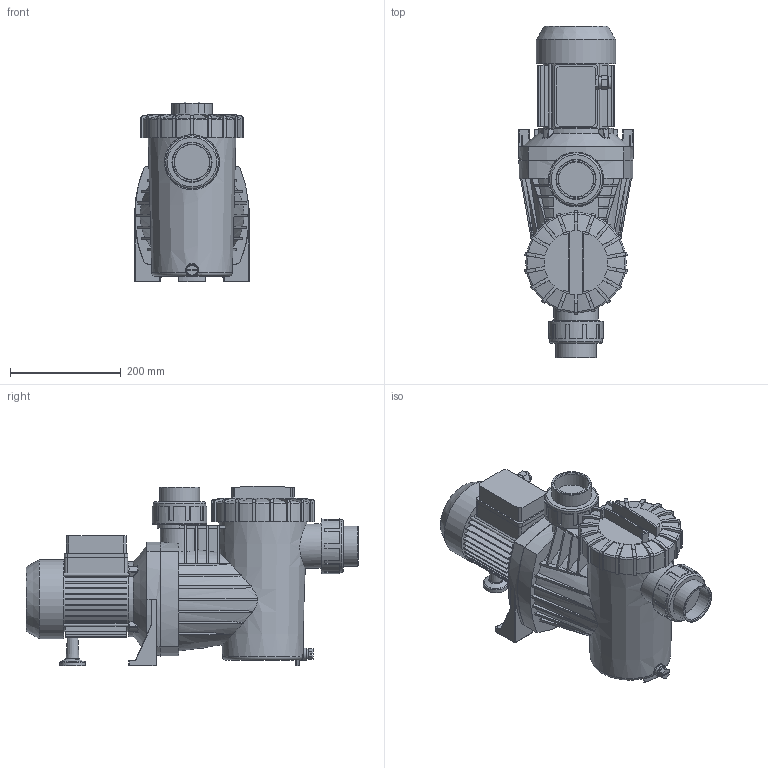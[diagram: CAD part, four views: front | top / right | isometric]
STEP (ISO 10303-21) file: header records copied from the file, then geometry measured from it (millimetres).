
FILE_DESCRIPTION(/* description */ ('Unknown'),/* implementation_level */ '2;1');
FILE_NAME(/* name */ 'WINNER MEC71',/* time_stamp */ '2018-11-03T20:23:04+01:00',/* author */ ('Unknown'),/* organization */ ('Unknown'),/* preprocessor_version */ 'ST-DEVELOPER v16.7',/* originating_system */ 'DEX',/* authorisation */ $);
FILE_SCHEMA (('AUTOMOTIVE_DESIGN {1 0 10303 214 3 1 1}'));
Length unit declared in the file: millimetre
Products named in the file (1): WINNER MEC71
Bounding box: 206.5 x 598.5 x 324.46 mm (x, y, z)
Volume: 14594703.4 mm3; surface area: 684038.4 mm2
Topology: 1 solids, 1 shells, 1033 faces, 2711 edges, 1692 vertices
Faces by surface type: plane 551, cylinder 255, torus 79, cone 63, bspline 53, sphere 32
Full cylindrical faces by diameter (mm): 5 x4, 13 x1, 19 x2, 20 x1, 21.99 x1, 23 x1, 63 x2, 72.286 x2, 79.997 x2, 95.04 x2, 99 x2, 118 x1, 143 x1, 195 x1
Entity records: 39560 total; most frequent: CARTESIAN_POINT 7642, ORIENTED_EDGE 5202, DIRECTION 5071, EDGE_CURVE 2601, AXIS2_PLACEMENT_3D 1840, VERTEX_POINT 1659, LINE 1391, VECTOR 1391
